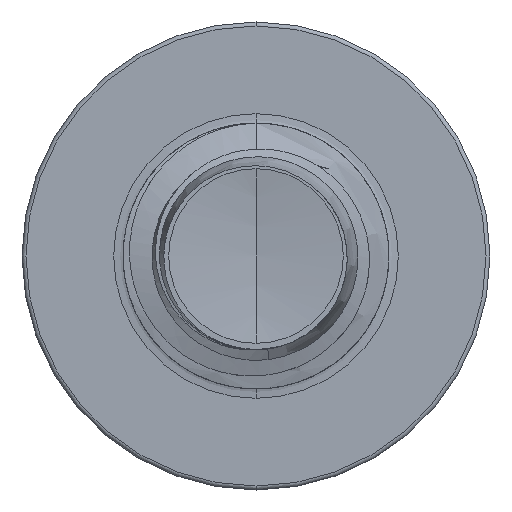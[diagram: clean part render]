
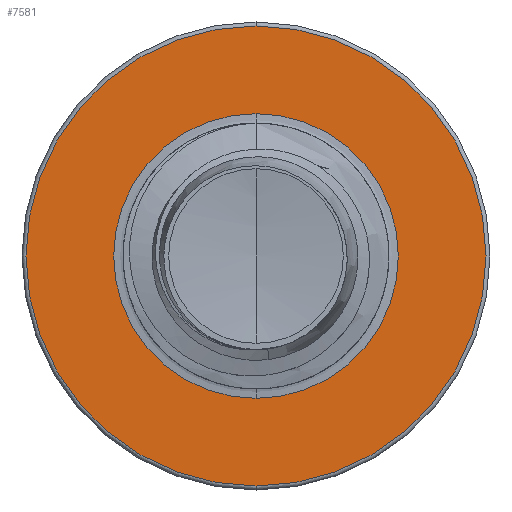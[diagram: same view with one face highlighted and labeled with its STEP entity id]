
A CAD part, front view. The second image highlights one B-rep face of the part: STEP entity #7581.
In plain terms, the highlighted planar face has unit normal (0, -1, 0).
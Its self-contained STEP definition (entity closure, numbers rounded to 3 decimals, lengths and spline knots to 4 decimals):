
#444 = DIRECTION ( 'NONE',  ( 0., 1., 0. ) ) ;
#924 = DIRECTION ( 'NONE',  ( 0., 1., 0. ) ) ;
#6057 = AXIS2_PLACEMENT_3D ( 'NONE', #11135, #30328, #13940 ) ;
#7581 = ADVANCED_FACE ( 'NONE', ( #33278, #11398 ), #18340, .F. ) ;
#8053 = DIRECTION ( 'NONE',  ( 0., 1., 0. ) ) ;
#8338 = CIRCLE ( 'NONE', #6057, 4.325 ) ;
#11135 = CARTESIAN_POINT ( 'NONE',  ( 0., 19., 0. ) ) ;
#11304 = CIRCLE ( 'NONE', #16904, 2.6768 ) ;
#11372 = CARTESIAN_POINT ( 'NONE',  ( 0., 19., 2.6768 ) ) ;
#11398 = FACE_BOUND ( 'NONE', #32350, .T. ) ;
#11639 = VERTEX_POINT ( 'NONE', #26408 ) ;
#13100 = CIRCLE ( 'NONE', #28353, 2.6768 ) ;
#13592 = EDGE_CURVE ( 'NONE', #32628, #31768, #13100, .T. ) ;
#13940 = DIRECTION ( 'NONE',  ( 0., 0., 1. ) ) ;
#14586 = EDGE_LOOP ( 'NONE', ( #27381, #30825 ) ) ;
#14845 = CIRCLE ( 'NONE', #21795, 4.325 ) ;
#14855 = CARTESIAN_POINT ( 'NONE',  ( 0., 19., -2.6768 ) ) ;
#15086 = AXIS2_PLACEMENT_3D ( 'NONE', #28652, #18579, #18223 ) ;
#16904 = AXIS2_PLACEMENT_3D ( 'NONE', #24500, #8053, #27227 ) ;
#17098 = CARTESIAN_POINT ( 'NONE',  ( 0., 19., 0. ) ) ;
#17553 = CARTESIAN_POINT ( 'NONE',  ( 0., 19., 0. ) ) ;
#17889 = ORIENTED_EDGE ( 'NONE', *, *, #33303, .T. ) ;
#17981 = EDGE_CURVE ( 'NONE', #29232, #11639, #8338, .T. ) ;
#18223 = DIRECTION ( 'NONE',  ( 0., 0., 1. ) ) ;
#18340 = PLANE ( 'NONE',  #15086 ) ;
#18579 = DIRECTION ( 'NONE',  ( 0., 1., 0. ) ) ;
#19351 = CARTESIAN_POINT ( 'NONE',  ( 0., 19., 4.325 ) ) ;
#19868 = DIRECTION ( 'NONE',  ( 0., 0., 1. ) ) ;
#20319 = DIRECTION ( 'NONE',  ( 0., 0., 1. ) ) ;
#21795 = AXIS2_PLACEMENT_3D ( 'NONE', #17098, #444, #19868 ) ;
#24500 = CARTESIAN_POINT ( 'NONE',  ( 0., 19., 0. ) ) ;
#26408 = CARTESIAN_POINT ( 'NONE',  ( 0., 19., -4.325 ) ) ;
#27098 = EDGE_CURVE ( 'NONE', #11639, #29232, #14845, .T. ) ;
#27227 = DIRECTION ( 'NONE',  ( 0., 0., 1. ) ) ;
#27381 = ORIENTED_EDGE ( 'NONE', *, *, #17981, .F. ) ;
#28353 = AXIS2_PLACEMENT_3D ( 'NONE', #17553, #924, #20319 ) ;
#28652 = CARTESIAN_POINT ( 'NONE',  ( 0., 19., -2.6768 ) ) ;
#29232 = VERTEX_POINT ( 'NONE', #19351 ) ;
#30328 = DIRECTION ( 'NONE',  ( 0., 1., 0. ) ) ;
#30825 = ORIENTED_EDGE ( 'NONE', *, *, #27098, .F. ) ;
#31072 = ORIENTED_EDGE ( 'NONE', *, *, #13592, .T. ) ;
#31768 = VERTEX_POINT ( 'NONE', #11372 ) ;
#32350 = EDGE_LOOP ( 'NONE', ( #17889, #31072 ) ) ;
#32628 = VERTEX_POINT ( 'NONE', #14855 ) ;
#33278 = FACE_OUTER_BOUND ( 'NONE', #14586, .T. ) ;
#33303 = EDGE_CURVE ( 'NONE', #31768, #32628, #11304, .T. ) ;
